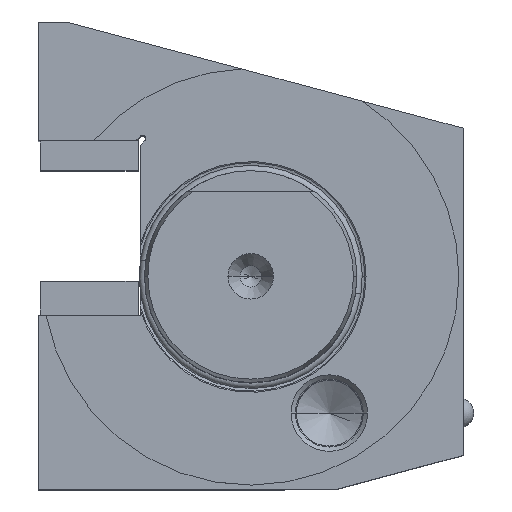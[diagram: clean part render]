
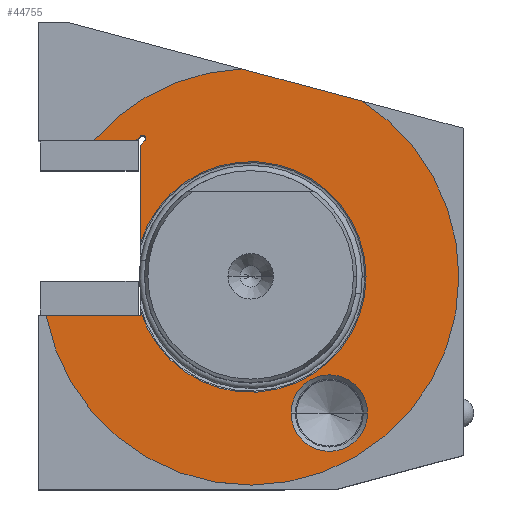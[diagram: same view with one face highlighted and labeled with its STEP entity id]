
A CAD part, top view. The second image highlights one B-rep face of the part: STEP entity #44755.
In plain terms, the highlighted planar face has unit normal (0, 0, 1).
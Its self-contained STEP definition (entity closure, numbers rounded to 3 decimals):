
#4778 = CARTESIAN_POINT ( 'NONE',  ( 18.5, -32.043, -78. ) ) ;
#4810 = DIRECTION ( 'NONE',  ( 0., 0., -1. ) ) ;
#4851 = DIRECTION ( 'NONE',  ( -1., 0., 0. ) ) ;
#11042 = DIRECTION ( 'NONE',  ( 1., 0., 0. ) ) ;
#11089 = CARTESIAN_POINT ( 'NONE',  ( 0., 0., -78. ) ) ;
#11112 = DIRECTION ( 'NONE',  ( 0., 0., 1. ) ) ;
#11249 = DIRECTION ( 'NONE',  ( 0., 0., 1. ) ) ;
#11296 = DIRECTION ( 'NONE',  ( 1., 0., 0. ) ) ;
#11342 = CARTESIAN_POINT ( 'NONE',  ( 0., 0., -78. ) ) ;
#11976 = CIRCLE ( 'NONE', #53552, 49. ) ;
#11991 = CIRCLE ( 'NONE', #53571, 27.15 ) ;
#13075 = FACE_OUTER_BOUND ( 'NONE', #60971, .T. ) ;
#13164 = FACE_BOUND ( 'NONE', #60869, .T. ) ;
#24602 = DIRECTION ( 'NONE',  ( 0., 0., -1. ) ) ;
#24622 = PLANE ( 'NONE',  #62621 ) ;
#24641 = CARTESIAN_POINT ( 'NONE',  ( 0., 27.15, -78. ) ) ;
#24642 = DIRECTION ( 'NONE',  ( -1., 0., 0. ) ) ;
#27666 = VECTOR ( 'NONE', #63378, 1000. ) ;
#27669 = CIRCLE ( 'NONE', #62294, 49. ) ;
#27676 = CIRCLE ( 'NONE', #62292, 9. ) ;
#27694 = LINE ( 'NONE', #63363, #27666 ) ;
#27709 = CIRCLE ( 'NONE', #62293, 49. ) ;
#27723 = VECTOR ( 'NONE', #81946, 1000. ) ;
#27725 = VECTOR ( 'NONE', #85186, 1000. ) ;
#27741 = VECTOR ( 'NONE', #64065, 1000. ) ;
#27750 = LINE ( 'NONE', #64071, #27741 ) ;
#27752 = CIRCLE ( 'NONE', #62332, 27.15 ) ;
#27761 = LINE ( 'NONE', #85212, #27725 ) ;
#27768 = LINE ( 'NONE', #81971, #27723 ) ;
#27770 = LINE ( 'NONE', #85163, #27771 ) ;
#27771 = VECTOR ( 'NONE', #81943, 1000. ) ;
#27815 = LINE ( 'NONE', #82159, #27828 ) ;
#27828 = VECTOR ( 'NONE', #82203, 1000. ) ;
#27835 = CIRCLE ( 'NONE', #62331, 0.75 ) ;
#27874 = LINE ( 'NONE', #84885, #27890 ) ;
#27890 = VECTOR ( 'NONE', #84855, 1000. ) ;
#29109 = EDGE_CURVE ( 'NONE', #41947, #41900, #27676, .T. ) ;
#29115 = EDGE_CURVE ( 'NONE', #38327, #38265, #27709, .T. ) ;
#29121 = EDGE_CURVE ( 'NONE', #42356, #38268, #27669, .T. ) ;
#29124 = EDGE_CURVE ( 'NONE', #38327, #38268, #27694, .T. ) ;
#29175 = EDGE_CURVE ( 'NONE', #38274, #38277, #27750, .T. ) ;
#29185 = EDGE_CURVE ( 'NONE', #38313, #42370, #27752, .T. ) ;
#29192 = EDGE_CURVE ( 'NONE', #38277, #38265, #27761, .T. ) ;
#29194 = EDGE_CURVE ( 'NONE', #38305, #38322, #27768, .T. ) ;
#29195 = EDGE_CURVE ( 'NONE', #38203, #38313, #27770, .T. ) ;
#29217 = EDGE_CURVE ( 'NONE', #42328, #38203, #27815, .T. ) ;
#29221 = EDGE_CURVE ( 'NONE', #38322, #38274, #27835, .T. ) ;
#29260 = EDGE_CURVE ( 'NONE', #42334, #38305, #27874, .T. ) ;
#38203 = VERTEX_POINT ( 'NONE', #80262 ) ;
#38265 = VERTEX_POINT ( 'NONE', #80420 ) ;
#38268 = VERTEX_POINT ( 'NONE', #80386 ) ;
#38274 = VERTEX_POINT ( 'NONE', #80408 ) ;
#38277 = VERTEX_POINT ( 'NONE', #80414 ) ;
#38305 = VERTEX_POINT ( 'NONE', #80566 ) ;
#38313 = VERTEX_POINT ( 'NONE', #80506 ) ;
#38322 = VERTEX_POINT ( 'NONE', #80591 ) ;
#38327 = VERTEX_POINT ( 'NONE', #80585 ) ;
#41900 = VERTEX_POINT ( 'NONE', #78622 ) ;
#41947 = VERTEX_POINT ( 'NONE', #78842 ) ;
#42328 = VERTEX_POINT ( 'NONE', #79160 ) ;
#42334 = VERTEX_POINT ( 'NONE', #79181 ) ;
#42356 = VERTEX_POINT ( 'NONE', #79320 ) ;
#42370 = VERTEX_POINT ( 'NONE', #79345 ) ;
#44755 = ADVANCED_FACE ( 'NONE', ( #13164, #13075 ), #24622, .F. ) ;
#53171 = AXIS2_PLACEMENT_3D ( 'NONE', #4778, #4810, #4851 ) ;
#53552 = AXIS2_PLACEMENT_3D ( 'NONE', #11342, #11249, #11296 ) ;
#53571 = AXIS2_PLACEMENT_3D ( 'NONE', #11089, #11112, #11042 ) ;
#56981 = CIRCLE ( 'NONE', #53171, 9. ) ;
#60869 = EDGE_LOOP ( 'NONE', ( #61787, #61813 ) ) ;
#60971 = EDGE_LOOP ( 'NONE', ( #61821, #61803, #61798, #61910, #61913, #61876, #61832, #61824, #61854, #61875, #61805, #61810, #61809 ) ) ;
#61787 = ORIENTED_EDGE ( 'NONE', *, *, #87505, .T. ) ;
#61798 = ORIENTED_EDGE ( 'NONE', *, *, #29192, .F. ) ;
#61803 = ORIENTED_EDGE ( 'NONE', *, *, #29115, .T. ) ;
#61805 = ORIENTED_EDGE ( 'NONE', *, *, #29217, .F. ) ;
#61809 = ORIENTED_EDGE ( 'NONE', *, *, #29121, .T. ) ;
#61810 = ORIENTED_EDGE ( 'NONE', *, *, #88059, .T. ) ;
#61813 = ORIENTED_EDGE ( 'NONE', *, *, #29109, .T. ) ;
#61821 = ORIENTED_EDGE ( 'NONE', *, *, #29124, .F. ) ;
#61824 = ORIENTED_EDGE ( 'NONE', *, *, #88000, .F. ) ;
#61832 = ORIENTED_EDGE ( 'NONE', *, *, #29260, .F. ) ;
#61854 = ORIENTED_EDGE ( 'NONE', *, *, #29185, .F. ) ;
#61875 = ORIENTED_EDGE ( 'NONE', *, *, #29195, .F. ) ;
#61876 = ORIENTED_EDGE ( 'NONE', *, *, #29194, .F. ) ;
#61910 = ORIENTED_EDGE ( 'NONE', *, *, #29175, .F. ) ;
#61913 = ORIENTED_EDGE ( 'NONE', *, *, #29221, .F. ) ;
#62292 = AXIS2_PLACEMENT_3D ( 'NONE', #63224, #63251, #63276 ) ;
#62293 = AXIS2_PLACEMENT_3D ( 'NONE', #63282, #63324, #63309 ) ;
#62294 = AXIS2_PLACEMENT_3D ( 'NONE', #63317, #63281, #63305 ) ;
#62331 = AXIS2_PLACEMENT_3D ( 'NONE', #82115, #82157, #82108 ) ;
#62332 = AXIS2_PLACEMENT_3D ( 'NONE', #85226, #85207, #85188 ) ;
#62621 = AXIS2_PLACEMENT_3D ( 'NONE', #24641, #24602, #24642 ) ;
#63224 = CARTESIAN_POINT ( 'NONE',  ( 18.5, -32.043, -78. ) ) ;
#63251 = DIRECTION ( 'NONE',  ( 0., 0., -1. ) ) ;
#63276 = DIRECTION ( 'NONE',  ( -1., 0., 0. ) ) ;
#63281 = DIRECTION ( 'NONE',  ( 0., 0., 1. ) ) ;
#63282 = CARTESIAN_POINT ( 'NONE',  ( 0., 0., -78. ) ) ;
#63305 = DIRECTION ( 'NONE',  ( 1., 0., 0. ) ) ;
#63309 = DIRECTION ( 'NONE',  ( 1., 0., 0. ) ) ;
#63317 = CARTESIAN_POINT ( 'NONE',  ( 0., 0., -78. ) ) ;
#63324 = DIRECTION ( 'NONE',  ( 0., 0., 1. ) ) ;
#63363 = CARTESIAN_POINT ( 'NONE',  ( 5.312, 46.974, -78. ) ) ;
#63378 = DIRECTION ( 'NONE',  ( 0.966, -0.259, 0. ) ) ;
#64065 = DIRECTION ( 'NONE',  ( -0.707, -0.707, 0. ) ) ;
#64071 = CARTESIAN_POINT ( 'NONE',  ( -15.955, 43.105, -78. ) ) ;
#78622 = CARTESIAN_POINT ( 'NONE',  ( 27.5, -32.043, -78. ) ) ;
#78842 = CARTESIAN_POINT ( 'NONE',  ( 9.5, -32.043, -78. ) ) ;
#79160 = CARTESIAN_POINT ( 'NONE',  ( -48.166, -9., -78. ) ) ;
#79181 = CARTESIAN_POINT ( 'NONE',  ( -26., 7.818, -78. ) ) ;
#79320 = CARTESIAN_POINT ( 'NONE',  ( 49., 0., -78. ) ) ;
#79345 = CARTESIAN_POINT ( 'NONE',  ( 27.15, 0., -78. ) ) ;
#80262 = CARTESIAN_POINT ( 'NONE',  ( -26., -9., -78. ) ) ;
#80386 = CARTESIAN_POINT ( 'NONE',  ( 26.282, 41.355, -78. ) ) ;
#80408 = CARTESIAN_POINT ( 'NONE',  ( -25.965, 33.096, -78. ) ) ;
#80414 = CARTESIAN_POINT ( 'NONE',  ( -27.061, 32., -78. ) ) ;
#80420 = CARTESIAN_POINT ( 'NONE',  ( -37.108, 32., -78. ) ) ;
#80506 = CARTESIAN_POINT ( 'NONE',  ( -26., -7.818, -78. ) ) ;
#80566 = CARTESIAN_POINT ( 'NONE',  ( -26., 30.939, -78. ) ) ;
#80585 = CARTESIAN_POINT ( 'NONE',  ( -2.083, 48.956, -78. ) ) ;
#80591 = CARTESIAN_POINT ( 'NONE',  ( -24.904, 32.035, -78. ) ) ;
#81943 = DIRECTION ( 'NONE',  ( 0., 1., 0. ) ) ;
#81946 = DIRECTION ( 'NONE',  ( 0.707, 0.707, 0. ) ) ;
#81971 = CARTESIAN_POINT ( 'NONE',  ( -14.895, 42.045, -78. ) ) ;
#82108 = DIRECTION ( 'NONE',  ( -1., 0., 0. ) ) ;
#82115 = CARTESIAN_POINT ( 'NONE',  ( -25.434, 32.566, -78. ) ) ;
#82157 = DIRECTION ( 'NONE',  ( 0., 0., 1. ) ) ;
#82159 = CARTESIAN_POINT ( 'NONE',  ( 0., -9., -78. ) ) ;
#82203 = DIRECTION ( 'NONE',  ( 1., 0., 0. ) ) ;
#84855 = DIRECTION ( 'NONE',  ( 0., 1., 0. ) ) ;
#84885 = CARTESIAN_POINT ( 'NONE',  ( -26., 27.15, -78. ) ) ;
#85163 = CARTESIAN_POINT ( 'NONE',  ( -26., 27.15, -78. ) ) ;
#85186 = DIRECTION ( 'NONE',  ( -1., 0., 0. ) ) ;
#85188 = DIRECTION ( 'NONE',  ( 1., 0., 0. ) ) ;
#85207 = DIRECTION ( 'NONE',  ( 0., 0., 1. ) ) ;
#85212 = CARTESIAN_POINT ( 'NONE',  ( 0., 32., -78. ) ) ;
#85226 = CARTESIAN_POINT ( 'NONE',  ( 0., 0., -78. ) ) ;
#87505 = EDGE_CURVE ( 'NONE', #41900, #41947, #56981, .T. ) ;
#88000 = EDGE_CURVE ( 'NONE', #42370, #42334, #11991, .T. ) ;
#88059 = EDGE_CURVE ( 'NONE', #42328, #42356, #11976, .T. ) ;
